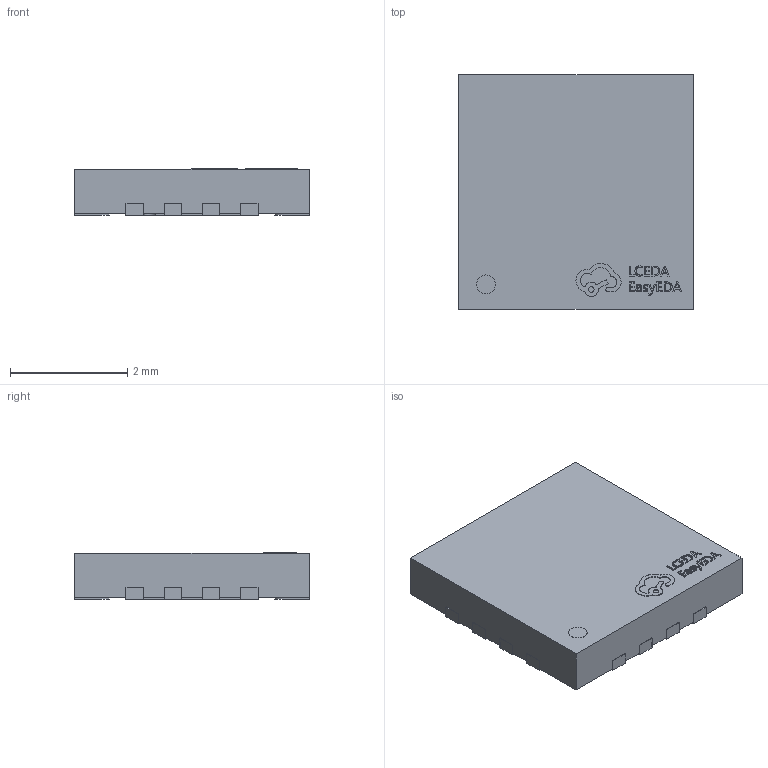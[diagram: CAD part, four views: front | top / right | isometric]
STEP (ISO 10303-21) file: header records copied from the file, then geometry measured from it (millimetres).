
FILE_DESCRIPTION (( 'STEP AP214' ), '1' );
FILE_NAME ('LFCSP-16_L4.0-W4.0-P0.65-BL-EP2.2.STEP', '2022-08-07T09:05:34', ( '' ), ( '' ), 'SwSTEP 2.0', 'SolidWorks 2020', '' );
FILE_SCHEMA (( 'AUTOMOTIVE_DESIGN' ));
Length unit declared in the file: millimetre
Products named in the file (1): LFCSP-16_L4.0-W4.0-P0.65-BL-EP2.2
Bounding box: 4.02 x 4.02 x 0.79 mm (x, y, z)
Volume: 12.2 mm3; surface area: 45.3 mm2
Topology: 1 solids, 1 shells, 344 faces, 963 edges, 642 vertices
Faces by surface type: plane 219, bspline 98, cylinder 27
Entity records: 15311 total; most frequent: CARTESIAN_POINT 3256, ORIENTED_EDGE 1926, DIRECTION 1311, EDGE_CURVE 963, VECTOR 709, LINE 709, VERTEX_POINT 642, EDGE_LOOP 365
